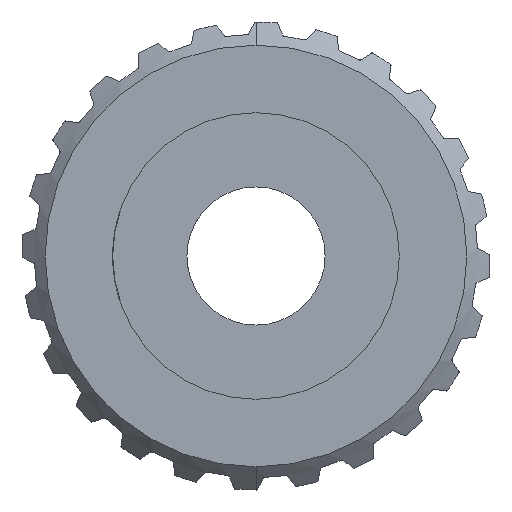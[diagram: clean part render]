
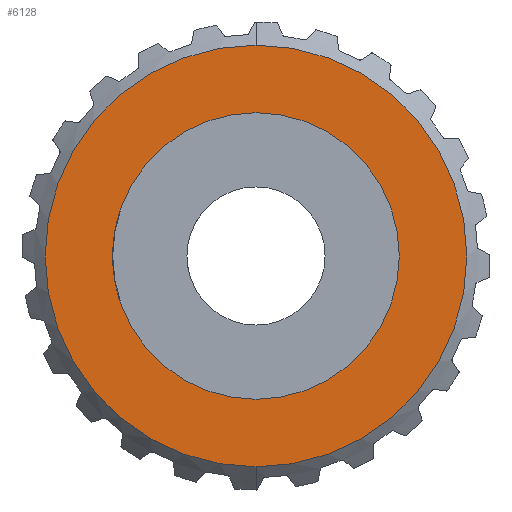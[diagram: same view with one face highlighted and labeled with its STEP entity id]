
A CAD part, front view. The second image highlights one B-rep face of the part: STEP entity #6128.
In plain terms, the highlighted planar face has unit normal (0, -1, 0).
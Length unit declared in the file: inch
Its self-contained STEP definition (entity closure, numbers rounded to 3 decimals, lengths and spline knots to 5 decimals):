
#166 = FACE_OUTER_BOUND ( 'NONE', #10616, .T. ) ;
#376 = DIRECTION ( 'NONE',  ( 0., 0., -1. ) ) ;
#403 = ORIENTED_EDGE ( 'NONE', *, *, #7695, .F. ) ;
#680 = DIRECTION ( 'NONE',  ( 0., -1., 0. ) ) ;
#1199 = CARTESIAN_POINT ( 'NONE',  ( 0., 0.0542, -0.36045 ) ) ;
#1291 = CARTESIAN_POINT ( 'NONE',  ( 0., 0.0542, -0.245 ) ) ;
#1449 = CIRCLE ( 'NONE', #2227, 0.36045 ) ;
#1505 = CARTESIAN_POINT ( 'NONE',  ( 0., 0.0542, 0. ) ) ;
#1823 = VERTEX_POINT ( 'NONE', #1199 ) ;
#2117 = VERTEX_POINT ( 'NONE', #8022 ) ;
#2227 = AXIS2_PLACEMENT_3D ( 'NONE', #5212, #11366, #6078 ) ;
#2363 = AXIS2_PLACEMENT_3D ( 'NONE', #5980, #680, #6889 ) ;
#2398 = DIRECTION ( 'NONE',  ( 0., 0., -1. ) ) ;
#2791 = CIRCLE ( 'NONE', #9522, 0.36045 ) ;
#2950 = EDGE_CURVE ( 'NONE', #2117, #3201, #8367, .T. ) ;
#2988 = PLANE ( 'NONE',  #7972 ) ;
#3201 = VERTEX_POINT ( 'NONE', #1291 ) ;
#3900 = CARTESIAN_POINT ( 'NONE',  ( 0., 0.0542, 0. ) ) ;
#4455 = EDGE_CURVE ( 'NONE', #4932, #1823, #2791, .T. ) ;
#4648 = EDGE_LOOP ( 'NONE', ( #6027, #403 ) ) ;
#4839 = AXIS2_PLACEMENT_3D ( 'NONE', #1505, #7712, #2398 ) ;
#4932 = VERTEX_POINT ( 'NONE', #8874 ) ;
#5212 = CARTESIAN_POINT ( 'NONE',  ( 0., 0.0542, 0. ) ) ;
#5289 = CARTESIAN_POINT ( 'NONE',  ( 0., 0.0542, 0. ) ) ;
#5566 = ORIENTED_EDGE ( 'NONE', *, *, #4455, .F. ) ;
#5681 = DIRECTION ( 'NONE',  ( 0., -1., 0. ) ) ;
#5980 = CARTESIAN_POINT ( 'NONE',  ( 0., 0.0542, 0. ) ) ;
#6027 = ORIENTED_EDGE ( 'NONE', *, *, #2950, .F. ) ;
#6078 = DIRECTION ( 'NONE',  ( 0., 0., -1. ) ) ;
#6128 = ADVANCED_FACE ( 'NONE', ( #166, #11362 ), #2988, .T. ) ;
#6172 = DIRECTION ( 'NONE',  ( 0., 0., -1. ) ) ;
#6889 = DIRECTION ( 'NONE',  ( 0., 0., -1. ) ) ;
#7695 = EDGE_CURVE ( 'NONE', #3201, #2117, #10796, .T. ) ;
#7712 = DIRECTION ( 'NONE',  ( 0., -1., 0. ) ) ;
#7972 = AXIS2_PLACEMENT_3D ( 'NONE', #3900, #5681, #376 ) ;
#8022 = CARTESIAN_POINT ( 'NONE',  ( 0., 0.0542, 0.245 ) ) ;
#8367 = CIRCLE ( 'NONE', #4839, 0.245 ) ;
#8874 = CARTESIAN_POINT ( 'NONE',  ( 0., 0.0542, 0.36045 ) ) ;
#9522 = AXIS2_PLACEMENT_3D ( 'NONE', #5289, #11448, #6172 ) ;
#9955 = ORIENTED_EDGE ( 'NONE', *, *, #10044, .F. ) ;
#10044 = EDGE_CURVE ( 'NONE', #1823, #4932, #1449, .T. ) ;
#10616 = EDGE_LOOP ( 'NONE', ( #5566, #9955 ) ) ;
#10796 = CIRCLE ( 'NONE', #2363, 0.245 ) ;
#11362 = FACE_BOUND ( 'NONE', #4648, .T. ) ;
#11366 = DIRECTION ( 'NONE',  ( 0., 1., 0. ) ) ;
#11448 = DIRECTION ( 'NONE',  ( 0., 1., 0. ) ) ;
